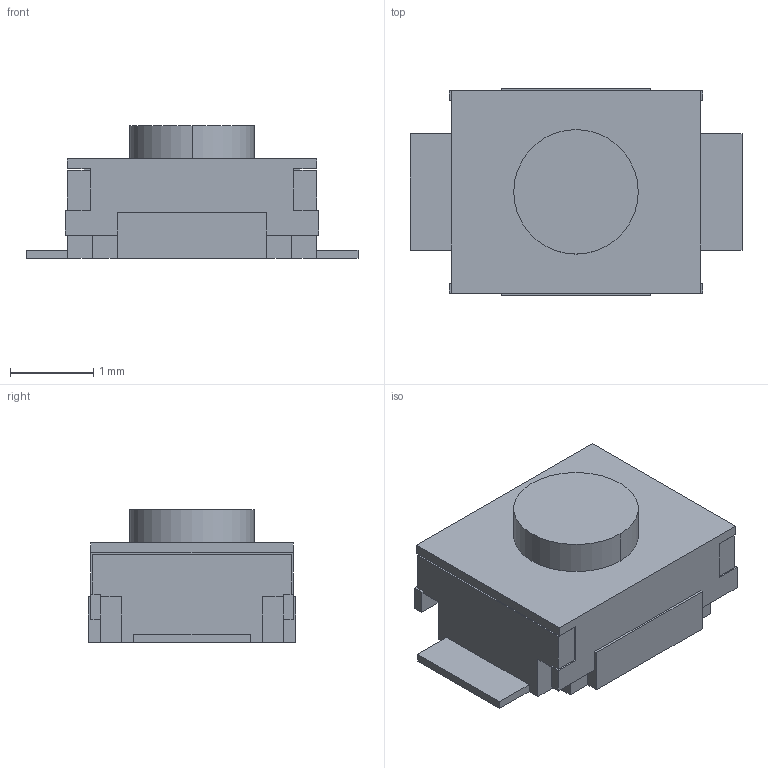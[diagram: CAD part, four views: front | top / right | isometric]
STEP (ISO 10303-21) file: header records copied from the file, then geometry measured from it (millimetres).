
FILE_DESCRIPTION(('FreeCAD Model'),'2;1');
FILE_NAME('B3U_1000P.step','2017-02-04T15:14:32',('Author'),('' ),'Open CASCADE STEP processor 6.8','FreeCAD','Unknown');
FILE_SCHEMA(('AUTOMOTIVE_DESIGN_CC2 { 1 2 10303 214 -1 1 5 4 }'));
Length unit declared in the file: millimetre
Products named in the file (2): ASSEMBLY; B3U_1000P
Assembly tree (1 placements, depth 2):
  ASSEMBLY
    B3U_1000P
Bounding box: 4 x 2.5 x 1.6 mm (x, y, z)
Volume: 9.4 mm3; surface area: 35.6 mm2
Topology: 1 solids, 1 shells, 77 faces, 218 edges, 144 vertices
Faces by surface type: plane 75, cylinder 2
Entity records: 6024 total; most frequent: CARTESIAN_POINT 1069, DIRECTION 808, LINE 638, VECTOR 638, ORIENTED_EDGE 436, PCURVE 436, DEFINITIONAL_REPRESENTATION 436, EDGE_CURVE 218
